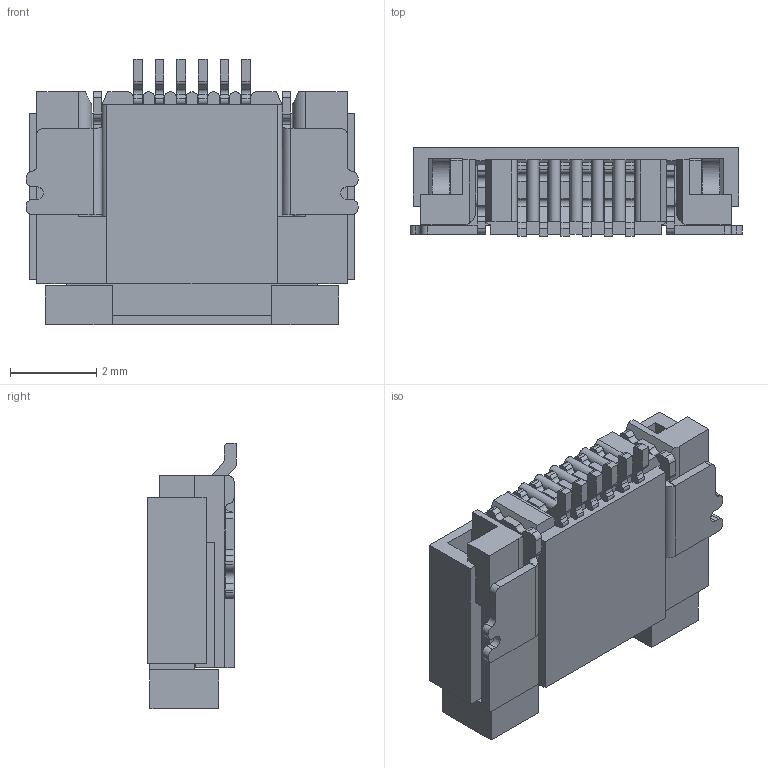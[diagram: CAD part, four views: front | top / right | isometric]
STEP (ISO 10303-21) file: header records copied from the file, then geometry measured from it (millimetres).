
FILE_DESCRIPTION((''),'2;1');
FILE_NAME('0_5S-CX-6PWB_ASM','2021-12-21T',('Administrator'),(''),'PRO/ENGINEER BY PARAMETRIC TECHNOLOGY CORPORATION, 2009360','PRO/ENGINEER BY PARAMETRIC TECHNOLOGY CORPORATION, 2009360','');
FILE_SCHEMA(('CONFIG_CONTROL_DESIGN'));
Length unit declared in the file: millimetre
Products named in the file (1): 0_5S-CX-6PWB_ASM
Bounding box: 7.7 x 2.05 x 6.15 mm (x, y, z)
Volume: 55.3 mm3; surface area: 320.8 mm2
Topology: 1 solids, 1 shells, 607 faces, 2058 edges, 1387 vertices
Faces by surface type: plane 385, cylinder 220, bspline 2
Entity records: 22921 total; most frequent: CARTESIAN_POINT 4353, ORIENTED_EDGE 4116, DIRECTION 3775, EDGE_CURVE 2058, VECTOR 1521, LINE 1521, VERTEX_POINT 1387, AXIS2_PLACEMENT_3D 1127
